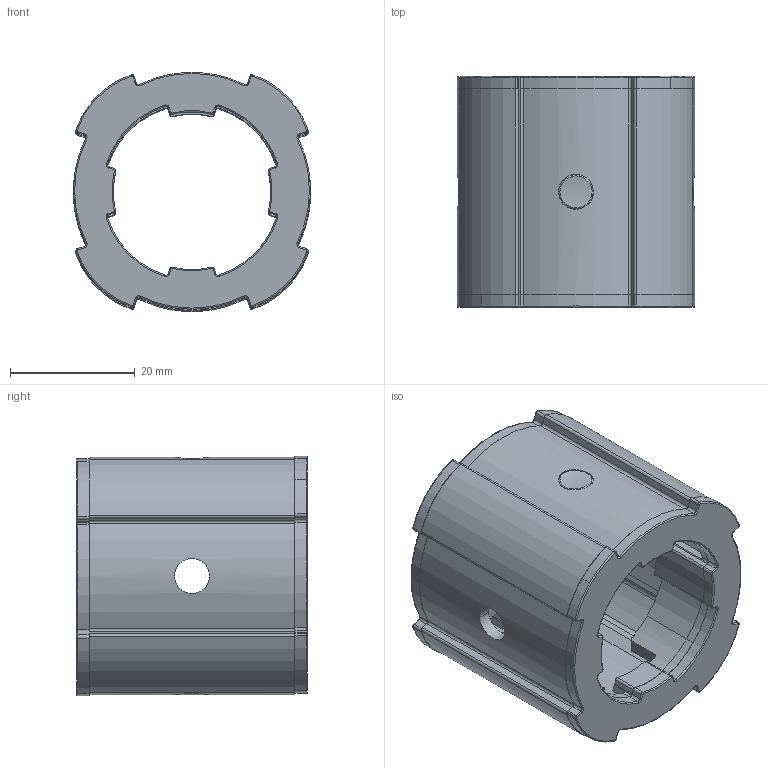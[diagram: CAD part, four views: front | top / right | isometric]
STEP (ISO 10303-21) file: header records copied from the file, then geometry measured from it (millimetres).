
FILE_DESCRIPTION (( 'STEP AP214' ), '1' );
FILE_NAME ('B376 Àäàïòåð Ô43õ37ìì, ñêîëüçÿùèé ïî òðóáå Ô28.STEP', '2025-06-10T13:45:52', ( '' ), ( '' ), 'SwSTEP 2.0', 'SolidWorks 2025', '' );
FILE_SCHEMA (( 'AUTOMOTIVE_DESIGN' ));
Length unit declared in the file: millimetre
Products named in the file (3): Крышка_00; Корпус_00; B376 Адаптер Ф43х37мм, скользящий по трубе Ф28
Assembly tree (3 placements, depth 2):
  B376 Адаптер Ф43х37мм, скользящий по трубе Ф28
    Корпус_00
    Крышка_00  x2
Bounding box: 38 x 37 x 38.4 mm (x, y, z)
Volume: 17015.4 mm3; surface area: 18705.6 mm2
Topology: 3 solids, 3 shells, 640 faces, 1748 edges, 1120 vertices
Faces by surface type: cylinder 360, plane 176, torus 64, bspline 40
Entity records: 14111 total; most frequent: CARTESIAN_POINT 4822, DIRECTION 2040, ORIENTED_EDGE 1940, EDGE_CURVE 970, AXIS2_PLACEMENT_3D 797, VERTEX_POINT 624, CIRCLE 458, LINE 446
